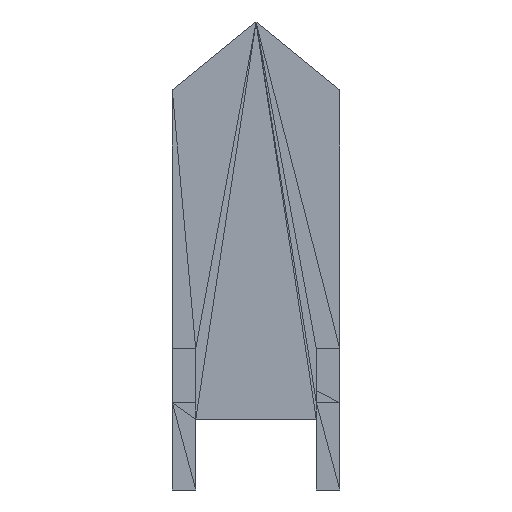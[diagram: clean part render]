
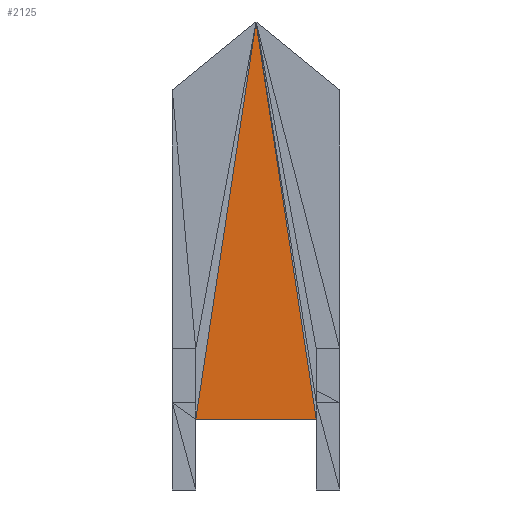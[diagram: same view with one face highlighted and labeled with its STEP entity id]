
A CAD part, left-side view. The second image highlights one B-rep face of the part: STEP entity #2125.
In plain terms, the highlighted planar face has unit normal (-1, 0, 0).
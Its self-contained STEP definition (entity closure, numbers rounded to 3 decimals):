
#2125 = ADVANCED_FACE('',(#2126),#2152,.T.);
#2126 = FACE_BOUND('',#2127,.T.);
#2127 = EDGE_LOOP('',(#2128,#2138,#2146));
#2128 = ORIENTED_EDGE('',*,*,#2129,.F.);
#2129 = EDGE_CURVE('',#2130,#2132,#2134,.T.);
#2130 = VERTEX_POINT('',#2131);
#2131 = CARTESIAN_POINT('',(-9.,-4.42,0.3));
#2132 = VERTEX_POINT('',#2133);
#2133 = CARTESIAN_POINT('',(-9.,2.06,0.3));
#2134 = LINE('',#2135,#2136);
#2135 = CARTESIAN_POINT('',(-9.,-4.42,0.3));
#2136 = VECTOR('',#2137,1.);
#2137 = DIRECTION('',(0.,1.,0.));
#2138 = ORIENTED_EDGE('',*,*,#2139,.F.);
#2139 = EDGE_CURVE('',#2140,#2130,#2142,.T.);
#2140 = VERTEX_POINT('',#2141);
#2141 = CARTESIAN_POINT('',(-9.,-1.18,21.65));
#2142 = LINE('',#2143,#2144);
#2143 = CARTESIAN_POINT('',(-9.,-1.18,21.65));
#2144 = VECTOR('',#2145,1.);
#2145 = DIRECTION('',(0.,-0.15,-0.989));
#2146 = ORIENTED_EDGE('',*,*,#2147,.T.);
#2147 = EDGE_CURVE('',#2140,#2132,#2148,.T.);
#2148 = LINE('',#2149,#2150);
#2149 = CARTESIAN_POINT('',(-9.,-1.18,21.65));
#2150 = VECTOR('',#2151,1.);
#2151 = DIRECTION('',(0.,0.15,-0.989));
#2152 = PLANE('',#2153);
#2153 = AXIS2_PLACEMENT_3D('',#2154,#2155,#2156);
#2154 = CARTESIAN_POINT('',(-9.,-1.18,9.582));
#2155 = DIRECTION('',(-1.,-0.,-0.));
#2156 = DIRECTION('',(0.,0.,-1.));
